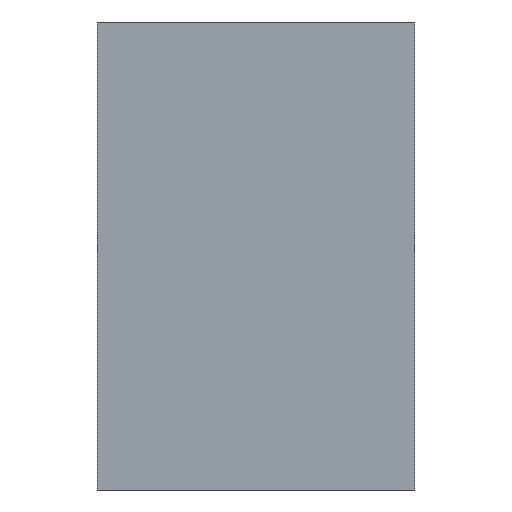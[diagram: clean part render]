
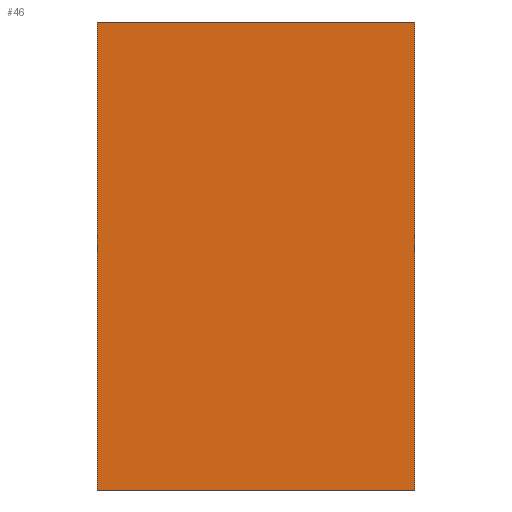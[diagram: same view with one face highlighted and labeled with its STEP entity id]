
A CAD part, left-side view. The second image highlights one B-rep face of the part: STEP entity #46.
In plain terms, the highlighted planar face has unit normal (-1, 0, 0).
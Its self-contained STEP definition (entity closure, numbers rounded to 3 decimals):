
#46 = ADVANCED_FACE( '', ( #92 ), #93, .F. );
#92 = FACE_OUTER_BOUND( '', #141, .T. );
#93 = PLANE( '', #142 );
#141 = EDGE_LOOP( '', ( #205, #206, #207, #208 ) );
#142 = AXIS2_PLACEMENT_3D( '', #209, #210, #211 );
#205 = ORIENTED_EDGE( '', *, *, #265, .T. );
#206 = ORIENTED_EDGE( '', *, *, #257, .F. );
#207 = ORIENTED_EDGE( '', *, *, #266, .F. );
#208 = ORIENTED_EDGE( '', *, *, #244, .T. );
#209 = CARTESIAN_POINT( '', ( -98., 19., 56. ) );
#210 = DIRECTION( '', ( 1., 0., 0. ) );
#211 = DIRECTION( '', ( 0., 0., -1. ) );
#244 = EDGE_CURVE( '', #276, #274, #277, .T. );
#257 = EDGE_CURVE( '', #297, #292, #299, .T. );
#265 = EDGE_CURVE( '', #274, #292, #309, .T. );
#266 = EDGE_CURVE( '', #276, #297, #310, .T. );
#274 = VERTEX_POINT( '', #320 );
#276 = VERTEX_POINT( '', #323 );
#277 = LINE( '', #324, #325 );
#292 = VERTEX_POINT( '', #342 );
#297 = VERTEX_POINT( '', #349 );
#299 = LINE( '', #352, #353 );
#309 = LINE( '', #365, #366 );
#310 = LINE( '', #367, #368 );
#320 = CARTESIAN_POINT( '', ( -98., 19., 0. ) );
#323 = CARTESIAN_POINT( '', ( -98., 19., 56. ) );
#324 = CARTESIAN_POINT( '', ( -98., 19., 56. ) );
#325 = VECTOR( '', #377, 1000. );
#342 = CARTESIAN_POINT( '', ( -98., -19., 0. ) );
#349 = CARTESIAN_POINT( '', ( -98., -19., 56. ) );
#352 = CARTESIAN_POINT( '', ( -98., -19., 56. ) );
#353 = VECTOR( '', #395, 1000. );
#365 = CARTESIAN_POINT( '', ( -98., 19., 0. ) );
#366 = VECTOR( '', #404, 1000. );
#367 = CARTESIAN_POINT( '', ( -98., 19., 56. ) );
#368 = VECTOR( '', #405, 1000. );
#377 = DIRECTION( '', ( 0., 0., -1. ) );
#395 = DIRECTION( '', ( 0., 0., -1. ) );
#404 = DIRECTION( '', ( 0., -1., 0. ) );
#405 = DIRECTION( '', ( 0., -1., 0. ) );
